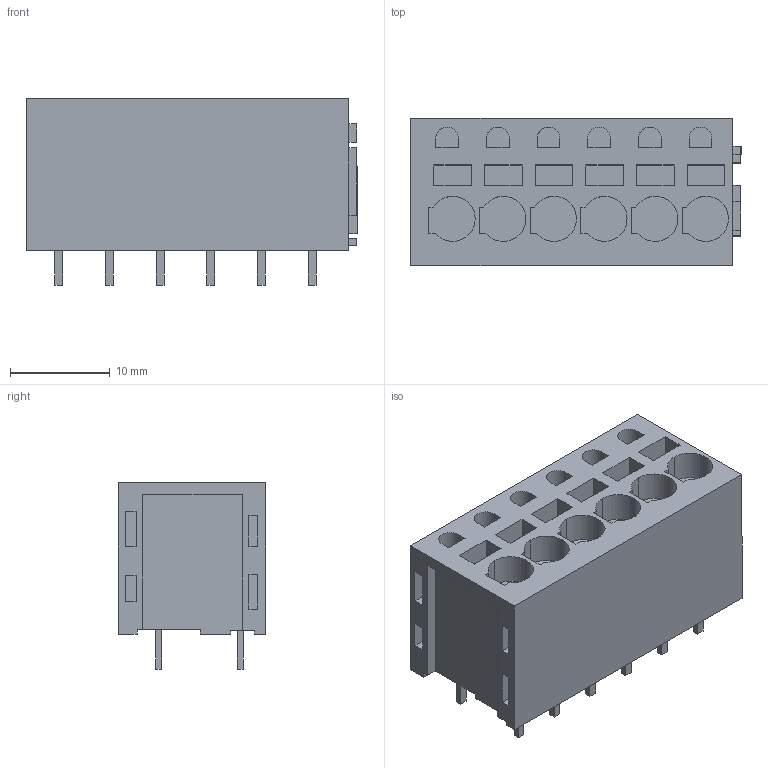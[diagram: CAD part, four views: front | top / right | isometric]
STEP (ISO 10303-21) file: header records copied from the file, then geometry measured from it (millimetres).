
FILE_DESCRIPTION(('CATIA V5 STEP Exchange','CAx-IF Rec.Pracs.--- Model Styling and Organization---1.2---2011-12-15'),'2;1');
FILE_NAME ('D1451903_0', '2018-04-09T13:53:22+00:00', ('none'), ('Weidmueller'), 'CATIA Version 5-6 Release 2014', 'CATIA V5 STEP AP214', 'none');
FILE_SCHEMA(('AUTOMOTIVE_DESIGN { 1 0 10303 214 1 1 1 1 }'));
Length unit declared in the file: millimetre
Products named in the file (1): 1426620000
Bounding box: 33.13 x 14.8 x 18.7 mm (x, y, z)
Volume: 6518.8 mm3; surface area: 3295.6 mm2
Topology: 13 solids, 13 shells, 265 faces, 627 edges, 418 vertices
Faces by surface type: plane 235, cylinder 30
Entity records: 7480 total; most frequent: CARTESIAN_POINT 1300, ORIENTED_EDGE 1254, DIRECTION 1067, EDGE_CURVE 627, VECTOR 567, LINE 567, VERTEX_POINT 418, EDGE_LOOP 295
